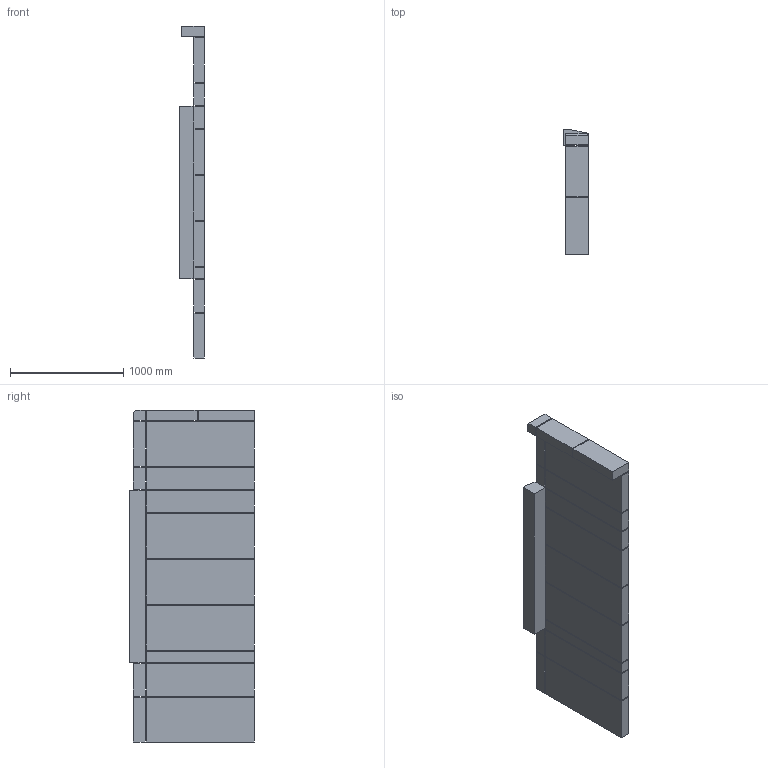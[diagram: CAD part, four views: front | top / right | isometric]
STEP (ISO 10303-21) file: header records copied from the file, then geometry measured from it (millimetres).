
FILE_DESCRIPTION(/* description */ (''),/* implementation_level */ '2;1');
FILE_NAME(/* name */ 'S Wall B.step',/* time_stamp */ '2023-01-12T14:26:46-06:00',/* author */ (''),/* organization */ (''),/* preprocessor_version */ 'ST-DEVELOPER v19.2',/* originating_system */ 'Autodesk Translation Framework v11.17.0.187',/* authorisation */ '');
FILE_SCHEMA (('AUTOMOTIVE_DESIGN { 1 0 10303 214 3 1 1 }'));
Length unit declared in the file: inch
Products named in the file (1): S Wall B
Bounding box: 219.07 x 1104.9 x 2936.88 mm (x, y, z)
Volume: 316299572.7 mm3; surface area: 9755053.4 mm2
Topology: 17 solids, 17 shells, 110 faces, 227 edges, 151 vertices
Faces by surface type: plane 110
Entity records: 2862 total; most frequent: CARTESIAN_POINT 489, ORIENTED_EDGE 454, DIRECTION 449, LINE 227, VECTOR 227, EDGE_CURVE 227, VERTEX_POINT 151, AXIS2_PLACEMENT_3D 111
